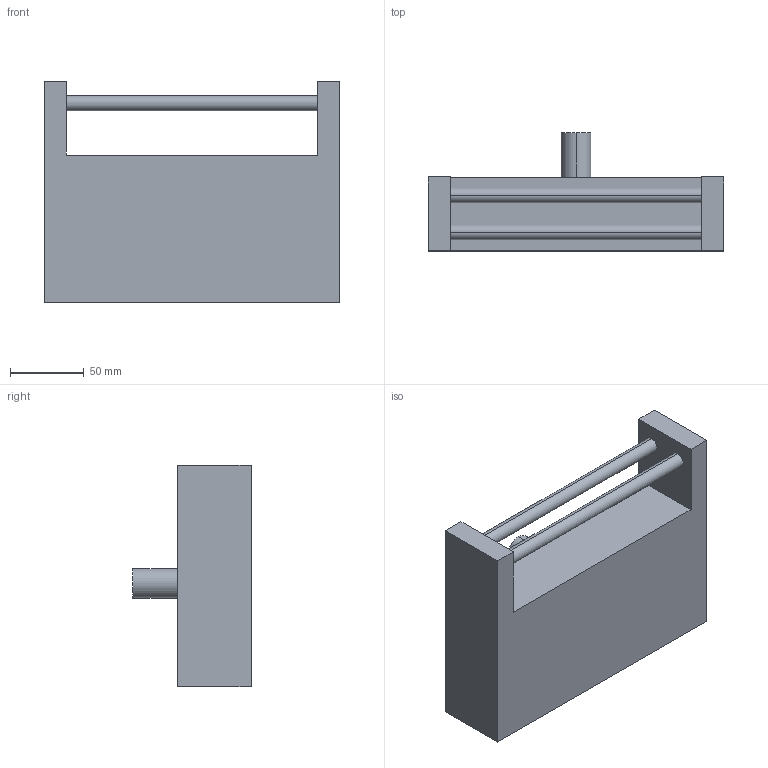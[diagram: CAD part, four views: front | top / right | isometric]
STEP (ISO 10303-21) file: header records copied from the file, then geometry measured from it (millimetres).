
FILE_DESCRIPTION (( 'STEP AP203' ), '1' );
FILE_NAME ('Gripper_Default_sldprt.STEP', '2024-03-23T06:57:45', ( '' ), ( '' ), 'SwSTEP 2.0', 'SolidWorks 2022', '' );
FILE_SCHEMA (( 'CONFIG_CONTROL_DESIGN' ));
Length unit declared in the file: millimetre
Products named in the file (1): Gripper_Default_sldprt
Bounding box: 200 x 80 x 150 mm (x, y, z)
Volume: 1111128.3 mm3; surface area: 95252.2 mm2
Topology: 1 solids, 1 shells, 17 faces, 42 edges, 28 vertices
Faces by surface type: plane 11, cylinder 6
Entity records: 593 total; most frequent: DIRECTION 90, CARTESIAN_POINT 88, ORIENTED_EDGE 84, EDGE_CURVE 42, VECTOR 30, LINE 30, AXIS2_PLACEMENT_3D 30, VERTEX_POINT 28
